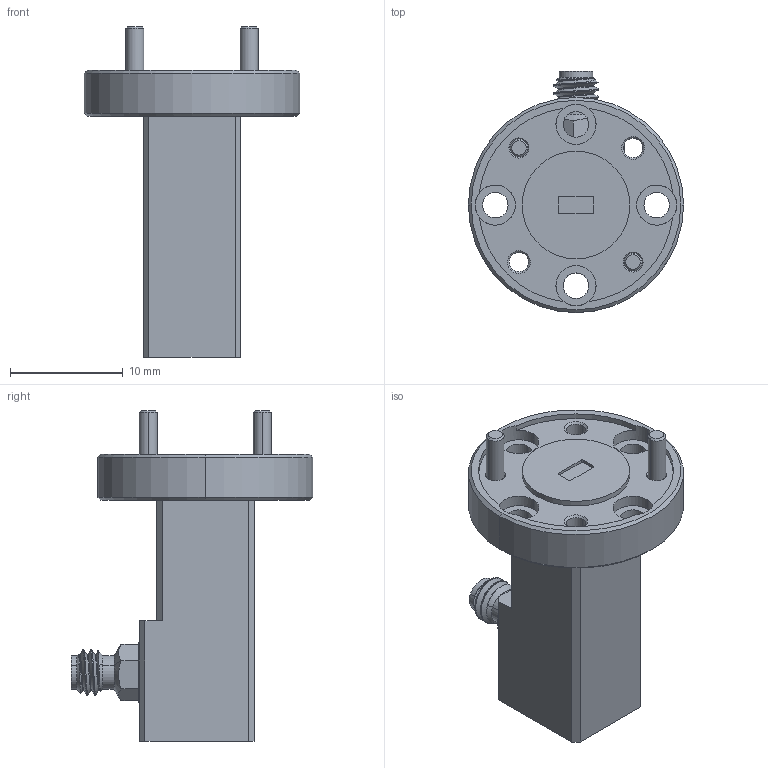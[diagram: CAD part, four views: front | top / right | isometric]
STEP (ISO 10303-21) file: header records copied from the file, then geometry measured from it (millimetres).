
FILE_DESCRIPTION (( 'STEP AP214' ), '1' );
FILE_NAME ('SWC-121F-R1.STEP', '2022-12-19T18:54:44', ( '' ), ( '' ), 'SwSTEP 2.0', 'SolidWorks 2021', '' );
FILE_SCHEMA (( 'AUTOMOTIVE_DESIGN' ));
Length unit declared in the file: inch
Products named in the file (1): SWC-121F-R1
Bounding box: 19.05 x 21.39 x 29.27 mm (x, y, z)
Volume: 2769.4 mm3; surface area: 1933.4 mm2
Topology: 3 solids, 3 shells, 152 faces, 377 edges, 241 vertices
Faces by surface type: cylinder 66, plane 46, cone 34, bspline 6
Entity records: 6264 total; most frequent: CARTESIAN_POINT 2583, DIRECTION 764, ORIENTED_EDGE 754, EDGE_CURVE 377, AXIS2_PLACEMENT_3D 296, VERTEX_POINT 241, EDGE_LOOP 178, LINE 172
